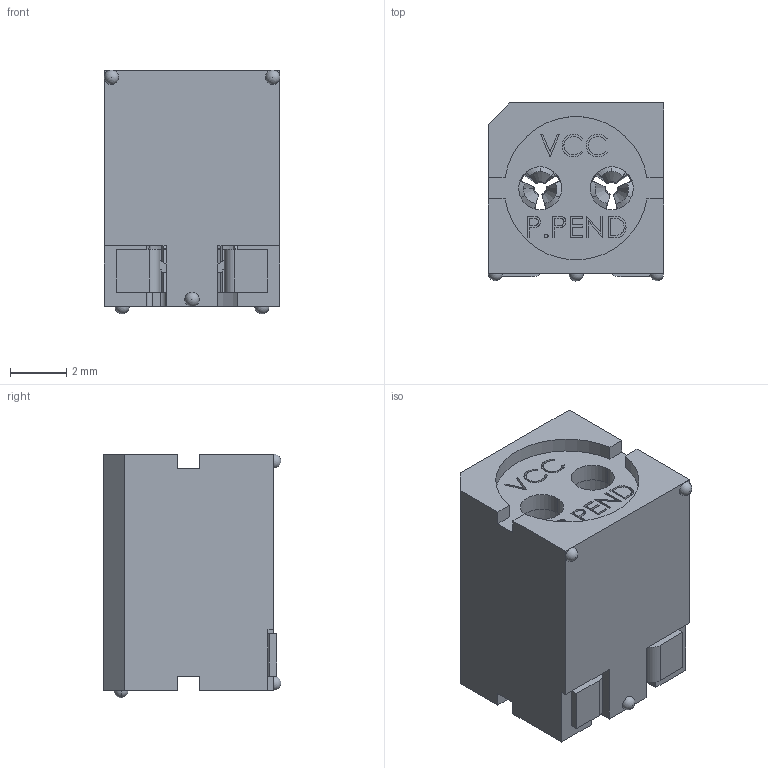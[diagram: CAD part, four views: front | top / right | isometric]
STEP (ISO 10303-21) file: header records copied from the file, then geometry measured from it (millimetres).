
FILE_DESCRIPTION (( 'STEP AP214' ), '1' );
FILE_NAME ('SMD_330.STEP', '2018-04-02T21:46:11', ( 'user' ), ( 'Microsoft' ), 'SwSTEP 2.0', 'SolidWorks 2016', '' );
FILE_SCHEMA (( 'AUTOMOTIVE_DESIGN' ));
Length unit declared in the file: inch
Products named in the file (4): 330 170 LT; 330 170 RT; 330 500; SMD_330
Assembly tree (3 placements, depth 2):
  SMD_330
    330 500
    330 170 RT
    330 170 LT
Bounding box: 6.22 x 6.3 x 8.64 mm (x, y, z)
Volume: 245.8 mm3; surface area: 533.5 mm2
Topology: 3 solids, 3 shells, 376 faces, 998 edges, 638 vertices
Faces by surface type: plane 161, bspline 83, cylinder 53, torus 40, cone 32, sphere 7
Entity records: 15360 total; most frequent: CARTESIAN_POINT 6467, ORIENTED_EDGE 1962, DIRECTION 1567, EDGE_CURVE 981, VERTEX_POINT 628, VECTOR 525, LINE 525, AXIS2_PLACEMENT_3D 521
